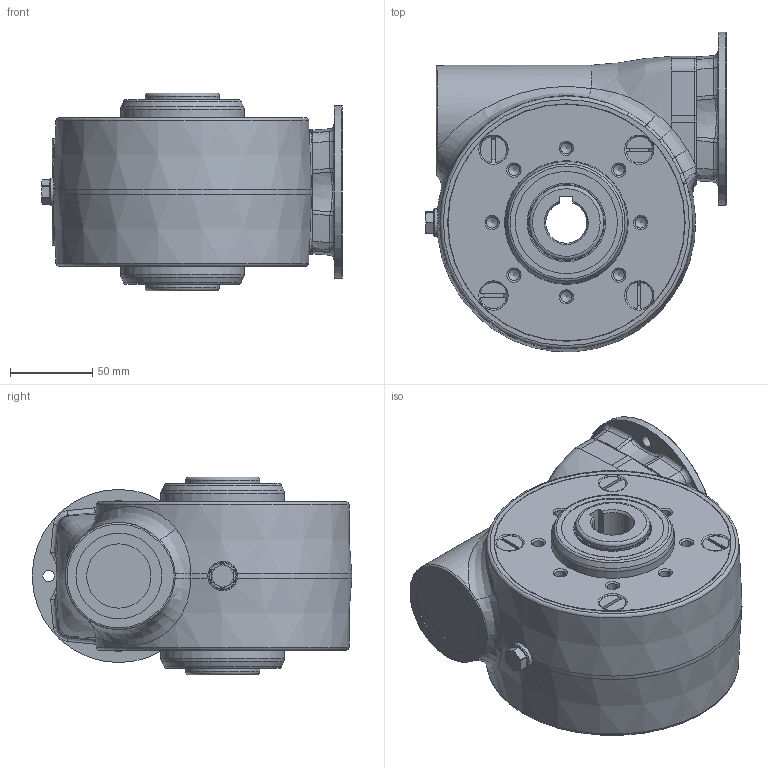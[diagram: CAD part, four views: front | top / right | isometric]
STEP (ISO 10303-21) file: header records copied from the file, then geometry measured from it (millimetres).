
FILE_DESCRIPTION(/* description */ ('Unknown'),/* implementation_level */ '2;1');
FILE_NAME(/* name */ '_P_N63_UNI_N_xxx_0_MF_I_N_N_-Q_B3_-C_',/* time_stamp */ '2025-09-10T13:24:09+02:00',/* author */ ('Unknown'),/* organization */ ('Unknown'),/* preprocessor_version */ 'ST-DEVELOPER v18.104',/* originating_system */ 'Solid Edge',/* authorisation */ 'Unknown');
FILE_SCHEMA (('AUTOMOTIVE_DESIGN {1 0 10303 214 3 1 1}'));
Length unit declared in the file: millimetre
Products named in the file (6): _P_N63_UNI_N_xxx_0_MF_I_N_N_-Q_B3_-C_; _B_N63_; C405092P; I634047; VTBIM08x16
Assembly tree (8 placements, depth 3):
  _P_N63_UNI_N_xxx_0_MF_I_N_N_-Q_B3_-C_
    _B_N63_
    C405092P
    I634047
      I634047
      VTBIM08x16  x4
Bounding box: 182.3 x 193.76 x 120 mm (x, y, z)
Volume: 2123565.6 mm3; surface area: 158931.8 mm2
Topology: 7 solids, 8 shells, 446 faces, 1094 edges, 703 vertices
Faces by surface type: plane 132, cone 100, cylinder 98, bspline 87, torus 29
Full cylindrical faces by diameter (mm): 6.647 x20, 7 x4, 8 x4, 9 x4, 13 x4, 14 x4, 16.662 x1, 18 x1, 24.5 x1, 30 x1, 35 x2, 39 x1, 45 x2, 46 x2, 47 x1, 47.5 x2, 52 x1, 62 x5, 69.2 x2, 75 x2, 105 x1, 144 x1
Entity records: 18779 total; most frequent: CARTESIAN_POINT 8846, ORIENTED_EDGE 1500, DIRECTION 1450, EDGE_CURVE 750, AXIS2_PLACEMENT_3D 651, FACE_BOUND 614, EDGE_LOOP 594, VERTEX_POINT 554
